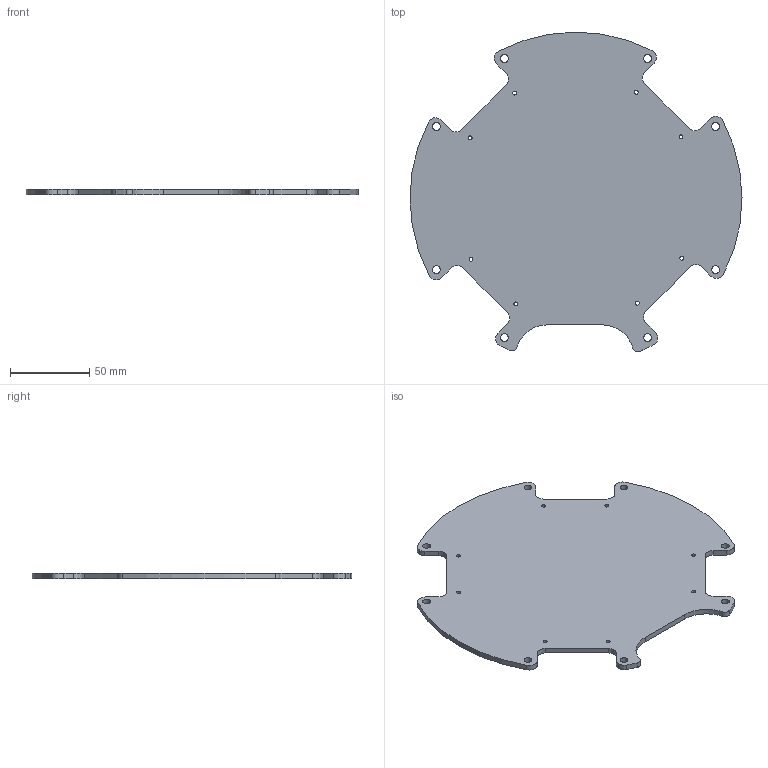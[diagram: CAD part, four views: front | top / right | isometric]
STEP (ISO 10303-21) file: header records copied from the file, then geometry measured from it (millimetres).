
FILE_DESCRIPTION(/* description */ (''),/* implementation_level */ '2;1');
FILE_NAME(/* name */ 'Bottom Shape v16_v1.step',/* time_stamp */ '2024-09-27T23:02:44-04:00',/* author */ (''),/* organization */ (''),/* preprocessor_version */ 'ST-DEVELOPER v20',/* originating_system */ 'Autodesk Translation Framework v13.14.0.145',/* authorisation */ '');
FILE_SCHEMA (('AUTOMOTIVE_DESIGN { 1 0 10303 214 3 1 1 }'));
Length unit declared in the file: millimetre
Products named in the file (1): Bottom Shape v16
Bounding box: 210 x 202.28 x 3.5 mm (x, y, z)
Volume: 99574.7 mm3; surface area: 60300.5 mm2
Topology: 1 solids, 1 shells, 56 faces, 162 edges, 108 vertices
Faces by surface type: cylinder 41, plane 15
Full cylindrical faces by diameter (mm): 2.5 x8, 5 x8
Entity records: 2000 total; most frequent: DIRECTION 358, CARTESIAN_POINT 327, ORIENTED_EDGE 324, EDGE_CURVE 162, AXIS2_PLACEMENT_3D 139, VERTEX_POINT 108, EDGE_LOOP 88, CIRCLE 82
